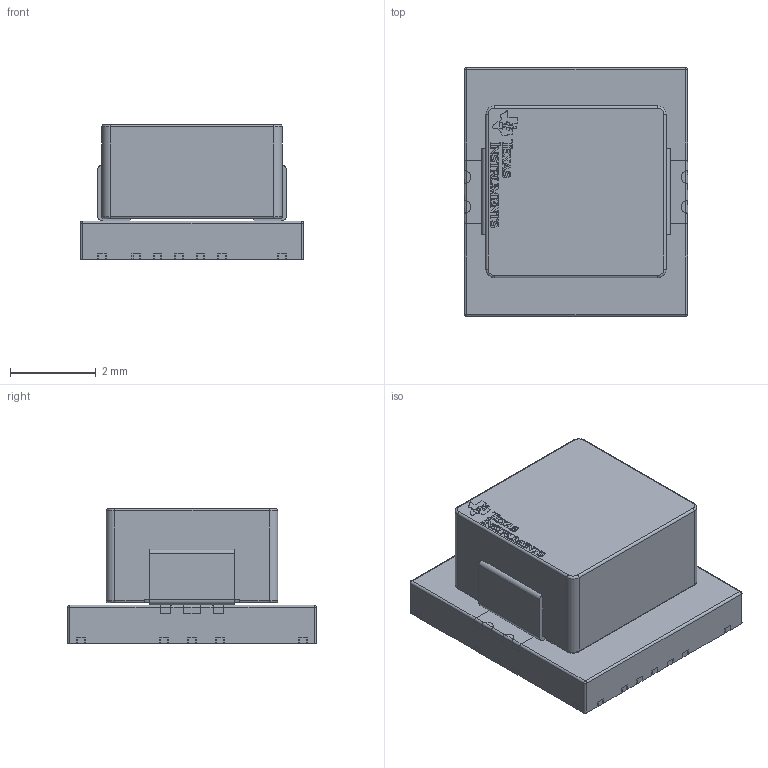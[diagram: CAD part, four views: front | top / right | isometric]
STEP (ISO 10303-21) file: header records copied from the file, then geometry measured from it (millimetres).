
FILE_DESCRIPTION(/* description */ (''),/* implementation_level */ '2;1');
FILE_NAME(/* name */ 'VCG0019A.stp',/* time_stamp */ '2024-08-12T21:36:49+03:00',/* author */ ('thall'),/* organization */ (''),/* preprocessor_version */ 'ST-DEVELOPER v18.1',/* originating_system */ 'Autodesk Inventor 2021',/* authorisation */ '');
FILE_SCHEMA (('AUTOMOTIVE_DESIGN { 1 0 10303 214 3 1 1 }'));
Products named in the file (5): VCG0019A; Package; Pins; Inductor; Logo
Assembly tree (4 placements, depth 2):
  VCG0019A
    Package
    Pins
    Inductor
    Logo
Bounding box: 5.2 x 5.8 x 3.14 mm (x, y, z)
Volume: 64.2 mm3; surface area: 209.5 mm2
Topology: 43 solids, 43 shells, 2407 faces, 6926 edges, 4608 vertices
Faces by surface type: plane 1541, cylinder 688, bspline 166, torus 8, sphere 4
Entity records: 82110 total; most frequent: CARTESIAN_POINT 17548, ORIENTED_EDGE 13852, DIRECTION 12462, EDGE_CURVE 6926, LINE 5210, VECTOR 5210, VERTEX_POINT 4608, AXIS2_PLACEMENT_3D 3626
